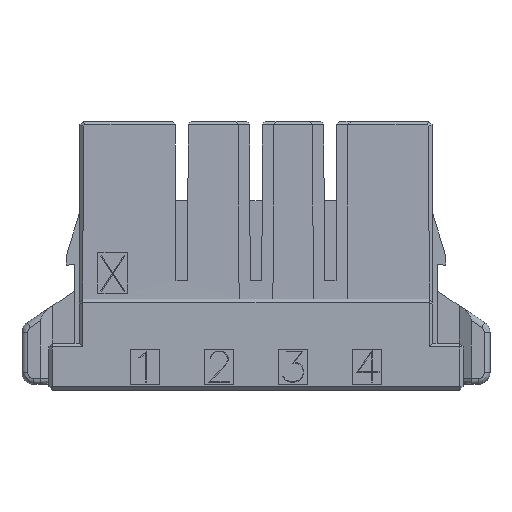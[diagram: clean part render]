
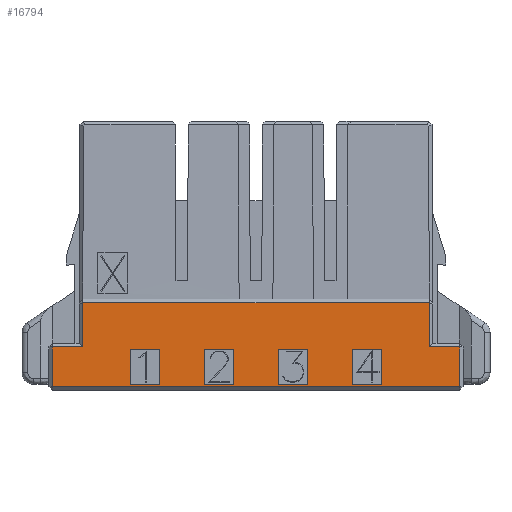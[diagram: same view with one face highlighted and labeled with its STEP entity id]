
A CAD part, front view. The second image highlights one B-rep face of the part: STEP entity #16794.
In plain terms, the highlighted planar face has unit normal (0, -1, 0).
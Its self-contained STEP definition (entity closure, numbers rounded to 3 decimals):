
#365=CARTESIAN_POINT('',(17.425,-4.7,-22.7));
#366=VERTEX_POINT('',#365);
#397=CARTESIAN_POINT('',(17.425,-4.7,-19.3));
#398=VERTEX_POINT('',#397);
#415=CARTESIAN_POINT('',(14.839,-4.7,-19.3));
#416=VERTEX_POINT('',#415);
#423=CARTESIAN_POINT('',(14.839,-4.7,-19.3));
#424=DIRECTION('',(1.,0.,0.));
#425=VECTOR('',#424,2.586);
#426=LINE('',#423,#425);
#427=EDGE_CURVE('',#416,#398,#426,.T.);
#452=CARTESIAN_POINT('',(17.425,-4.7,-19.3));
#453=DIRECTION('',(0.,0.,-1.));
#454=VECTOR('',#453,3.4);
#455=LINE('',#452,#454);
#456=EDGE_CURVE('',#398,#366,#455,.T.);
#1181=CARTESIAN_POINT('',(-17.425,-4.7,-22.7));
#1182=VERTEX_POINT('',#1181);
#1183=CARTESIAN_POINT('',(17.425,-4.7,-22.7));
#1184=DIRECTION('',(-1.,0.,0.));
#1185=VECTOR('',#1184,34.85);
#1186=LINE('',#1183,#1185);
#1187=EDGE_CURVE('',#366,#1182,#1186,.T.);
#2418=CARTESIAN_POINT('',(-17.425,-4.7,-19.3));
#2419=VERTEX_POINT('',#2418);
#2420=CARTESIAN_POINT('',(-17.425,-4.7,-22.7));
#2421=DIRECTION('',(0.,0.,1.));
#2422=VECTOR('',#2421,3.4);
#2423=LINE('',#2420,#2422);
#2424=EDGE_CURVE('',#1182,#2419,#2423,.T.);
#2456=CARTESIAN_POINT('',(-14.839,-4.7,-19.3));
#2457=VERTEX_POINT('',#2456);
#2458=CARTESIAN_POINT('',(-17.425,-4.7,-19.3));
#2459=DIRECTION('',(1.,0.,0.));
#2460=VECTOR('',#2459,2.586);
#2461=LINE('',#2458,#2460);
#2462=EDGE_CURVE('',#2419,#2457,#2461,.T.);
#7843=CARTESIAN_POINT('',(-14.826,-4.7,-15.5));
#7844=VERTEX_POINT('',#7843);
#7845=CARTESIAN_POINT('',(14.826,-4.7,-15.5));
#7846=VERTEX_POINT('',#7845);
#7847=CARTESIAN_POINT('',(-14.826,-4.7,-15.5));
#7848=DIRECTION('',(1.,0.,0.));
#7849=VECTOR('',#7848,29.652);
#7850=LINE('',#7847,#7849);
#7851=EDGE_CURVE('',#7844,#7846,#7850,.T.);
#9396=CARTESIAN_POINT('',(-14.839,-4.7,-19.3));
#9397=DIRECTION('',(0.003,0.,1.));
#9398=VECTOR('',#9397,3.8);
#9399=LINE('',#9396,#9398);
#9400=EDGE_CURVE('',#2457,#7844,#9399,.T.);
#9893=CARTESIAN_POINT('',(14.826,-4.7,-15.5));
#9894=DIRECTION('',(0.003,0.,-1.));
#9895=VECTOR('',#9894,3.8);
#9896=LINE('',#9893,#9895);
#9897=EDGE_CURVE('',#7846,#416,#9896,.T.);
#16643=CARTESIAN_POINT('',(0.,-4.7,-19.1));
#16644=DIRECTION('',(1.,0.,0.));
#16645=DIRECTION('',(0.,-1.,0.));
#16646=AXIS2_PLACEMENT_3D('',#16643,#16645,#16644);
#16647=PLANE('',#16646);
#16648=ORIENTED_EDGE('',*,*,#456,.F.);
#16649=ORIENTED_EDGE('',*,*,#427,.F.);
#16650=ORIENTED_EDGE('',*,*,#9897,.F.);
#16651=ORIENTED_EDGE('',*,*,#7851,.F.);
#16652=ORIENTED_EDGE('',*,*,#9400,.F.);
#16653=ORIENTED_EDGE('',*,*,#2462,.F.);
#16654=ORIENTED_EDGE('',*,*,#2424,.F.);
#16655=ORIENTED_EDGE('',*,*,#1187,.F.);
#16656=EDGE_LOOP('',(#16648,#16649,#16650,#16651,#16652,#16653,#16654,#16655));
#16657=FACE_OUTER_BOUND('',#16656,.T.);
#16658=CARTESIAN_POINT('',(10.775,-4.7,-19.5));
#16659=VERTEX_POINT('',#16658);
#16660=CARTESIAN_POINT('',(10.775,-4.7,-22.5));
#16661=VERTEX_POINT('',#16660);
#16662=CARTESIAN_POINT('',(10.775,-4.7,-19.5));
#16663=DIRECTION('',(0.,0.,-1.));
#16664=VECTOR('',#16663,3.);
#16665=LINE('',#16662,#16664);
#16666=EDGE_CURVE('',#16659,#16661,#16665,.T.);
#16667=ORIENTED_EDGE('',*,*,#16666,.T.);
#16668=CARTESIAN_POINT('',(8.275,-4.7,-22.5));
#16669=VERTEX_POINT('',#16668);
#16670=CARTESIAN_POINT('',(10.775,-4.7,-22.5));
#16671=DIRECTION('',(-1.,0.,0.));
#16672=VECTOR('',#16671,2.5);
#16673=LINE('',#16670,#16672);
#16674=EDGE_CURVE('',#16661,#16669,#16673,.T.);
#16675=ORIENTED_EDGE('',*,*,#16674,.T.);
#16676=CARTESIAN_POINT('',(8.275,-4.7,-19.5));
#16677=VERTEX_POINT('',#16676);
#16678=CARTESIAN_POINT('',(8.275,-4.7,-22.5));
#16679=DIRECTION('',(0.,0.,1.));
#16680=VECTOR('',#16679,3.);
#16681=LINE('',#16678,#16680);
#16682=EDGE_CURVE('',#16669,#16677,#16681,.T.);
#16683=ORIENTED_EDGE('',*,*,#16682,.T.);
#16684=CARTESIAN_POINT('',(8.275,-4.7,-19.5));
#16685=DIRECTION('',(1.,0.,0.));
#16686=VECTOR('',#16685,2.5);
#16687=LINE('',#16684,#16686);
#16688=EDGE_CURVE('',#16677,#16659,#16687,.T.);
#16689=ORIENTED_EDGE('',*,*,#16688,.T.);
#16690=EDGE_LOOP('',(#16667,#16675,#16683,#16689));
#16691=FACE_BOUND('',#16690,.T.);
#16692=CARTESIAN_POINT('',(1.925,-4.7,-22.5));
#16693=VERTEX_POINT('',#16692);
#16694=CARTESIAN_POINT('',(1.925,-4.7,-19.5));
#16695=VERTEX_POINT('',#16694);
#16696=CARTESIAN_POINT('',(1.925,-4.7,-22.5));
#16697=DIRECTION('',(0.,0.,1.));
#16698=VECTOR('',#16697,3.);
#16699=LINE('',#16696,#16698);
#16700=EDGE_CURVE('',#16693,#16695,#16699,.T.);
#16701=ORIENTED_EDGE('',*,*,#16700,.T.);
#16702=CARTESIAN_POINT('',(4.425,-4.7,-19.5));
#16703=VERTEX_POINT('',#16702);
#16704=CARTESIAN_POINT('',(1.925,-4.7,-19.5));
#16705=DIRECTION('',(1.,0.,0.));
#16706=VECTOR('',#16705,2.5);
#16707=LINE('',#16704,#16706);
#16708=EDGE_CURVE('',#16695,#16703,#16707,.T.);
#16709=ORIENTED_EDGE('',*,*,#16708,.T.);
#16710=CARTESIAN_POINT('',(4.425,-4.7,-22.5));
#16711=VERTEX_POINT('',#16710);
#16712=CARTESIAN_POINT('',(4.425,-4.7,-19.5));
#16713=DIRECTION('',(0.,0.,-1.));
#16714=VECTOR('',#16713,3.);
#16715=LINE('',#16712,#16714);
#16716=EDGE_CURVE('',#16703,#16711,#16715,.T.);
#16717=ORIENTED_EDGE('',*,*,#16716,.T.);
#16718=CARTESIAN_POINT('',(4.425,-4.7,-22.5));
#16719=DIRECTION('',(-1.,0.,0.));
#16720=VECTOR('',#16719,2.5);
#16721=LINE('',#16718,#16720);
#16722=EDGE_CURVE('',#16711,#16693,#16721,.T.);
#16723=ORIENTED_EDGE('',*,*,#16722,.T.);
#16724=EDGE_LOOP('',(#16701,#16709,#16717,#16723));
#16725=FACE_BOUND('',#16724,.T.);
#16726=CARTESIAN_POINT('',(-4.425,-4.7,-22.5));
#16727=VERTEX_POINT('',#16726);
#16728=CARTESIAN_POINT('',(-4.425,-4.7,-19.5));
#16729=VERTEX_POINT('',#16728);
#16730=CARTESIAN_POINT('',(-4.425,-4.7,-22.5));
#16731=DIRECTION('',(0.,0.,1.));
#16732=VECTOR('',#16731,3.);
#16733=LINE('',#16730,#16732);
#16734=EDGE_CURVE('',#16727,#16729,#16733,.T.);
#16735=ORIENTED_EDGE('',*,*,#16734,.T.);
#16736=CARTESIAN_POINT('',(-1.925,-4.7,-19.5));
#16737=VERTEX_POINT('',#16736);
#16738=CARTESIAN_POINT('',(-4.425,-4.7,-19.5));
#16739=DIRECTION('',(1.,0.,0.));
#16740=VECTOR('',#16739,2.5);
#16741=LINE('',#16738,#16740);
#16742=EDGE_CURVE('',#16729,#16737,#16741,.T.);
#16743=ORIENTED_EDGE('',*,*,#16742,.T.);
#16744=CARTESIAN_POINT('',(-1.925,-4.7,-22.5));
#16745=VERTEX_POINT('',#16744);
#16746=CARTESIAN_POINT('',(-1.925,-4.7,-19.5));
#16747=DIRECTION('',(0.,0.,-1.));
#16748=VECTOR('',#16747,3.);
#16749=LINE('',#16746,#16748);
#16750=EDGE_CURVE('',#16737,#16745,#16749,.T.);
#16751=ORIENTED_EDGE('',*,*,#16750,.T.);
#16752=CARTESIAN_POINT('',(-1.925,-4.7,-22.5));
#16753=DIRECTION('',(-1.,0.,0.));
#16754=VECTOR('',#16753,2.5);
#16755=LINE('',#16752,#16754);
#16756=EDGE_CURVE('',#16745,#16727,#16755,.T.);
#16757=ORIENTED_EDGE('',*,*,#16756,.T.);
#16758=EDGE_LOOP('',(#16735,#16743,#16751,#16757));
#16759=FACE_BOUND('',#16758,.T.);
#16760=CARTESIAN_POINT('',(-10.775,-4.7,-22.5));
#16761=VERTEX_POINT('',#16760);
#16762=CARTESIAN_POINT('',(-10.775,-4.7,-19.5));
#16763=VERTEX_POINT('',#16762);
#16764=CARTESIAN_POINT('',(-10.775,-4.7,-22.5));
#16765=DIRECTION('',(0.,0.,1.));
#16766=VECTOR('',#16765,3.);
#16767=LINE('',#16764,#16766);
#16768=EDGE_CURVE('',#16761,#16763,#16767,.T.);
#16769=ORIENTED_EDGE('',*,*,#16768,.T.);
#16770=CARTESIAN_POINT('',(-8.275,-4.7,-19.5));
#16771=VERTEX_POINT('',#16770);
#16772=CARTESIAN_POINT('',(-10.775,-4.7,-19.5));
#16773=DIRECTION('',(1.,0.,0.));
#16774=VECTOR('',#16773,2.5);
#16775=LINE('',#16772,#16774);
#16776=EDGE_CURVE('',#16763,#16771,#16775,.T.);
#16777=ORIENTED_EDGE('',*,*,#16776,.T.);
#16778=CARTESIAN_POINT('',(-8.275,-4.7,-22.5));
#16779=VERTEX_POINT('',#16778);
#16780=CARTESIAN_POINT('',(-8.275,-4.7,-19.5));
#16781=DIRECTION('',(0.,0.,-1.));
#16782=VECTOR('',#16781,3.);
#16783=LINE('',#16780,#16782);
#16784=EDGE_CURVE('',#16771,#16779,#16783,.T.);
#16785=ORIENTED_EDGE('',*,*,#16784,.T.);
#16786=CARTESIAN_POINT('',(-8.275,-4.7,-22.5));
#16787=DIRECTION('',(-1.,0.,0.));
#16788=VECTOR('',#16787,2.5);
#16789=LINE('',#16786,#16788);
#16790=EDGE_CURVE('',#16779,#16761,#16789,.T.);
#16791=ORIENTED_EDGE('',*,*,#16790,.T.);
#16792=EDGE_LOOP('',(#16769,#16777,#16785,#16791));
#16793=FACE_BOUND('',#16792,.T.);
#16794=ADVANCED_FACE('',(#16657,#16691,#16725,#16759,#16793),#16647,.T.);
